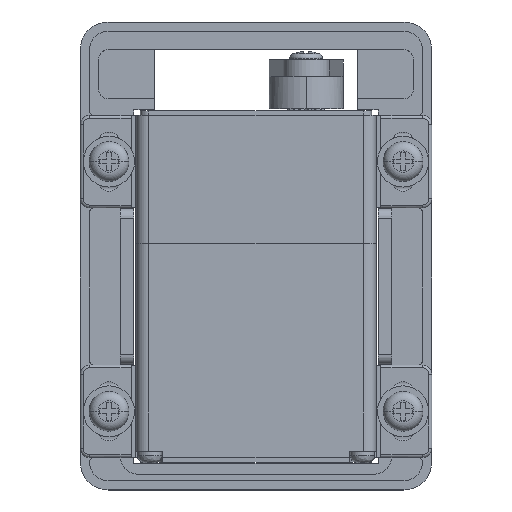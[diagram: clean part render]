
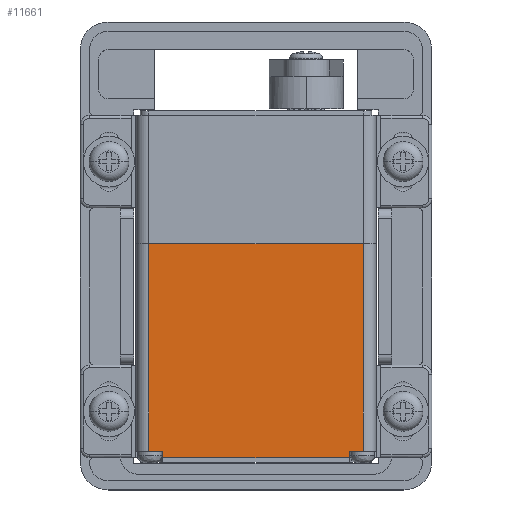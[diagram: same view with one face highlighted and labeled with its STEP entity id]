
A CAD part, top view. The second image highlights one B-rep face of the part: STEP entity #11661.
In plain terms, the highlighted planar face has unit normal (0, 0, 1).
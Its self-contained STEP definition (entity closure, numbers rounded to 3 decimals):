
#6482=DIRECTION('',(0.,1.,0.));
#6483=VECTOR('',#6482,22.4);
#6484=CARTESIAN_POINT('',(-11.6,1.2,4.));
#6485=LINE('',#6484,#6483);
#6489=DIRECTION('',(-1.,0.,0.));
#6490=VECTOR('',#6489,1.5);
#6491=CARTESIAN_POINT('',(11.6,1.2,4.));
#6492=LINE('',#6491,#6490);
#6496=DIRECTION('',(0.,1.,0.));
#6497=VECTOR('',#6496,0.7);
#6498=CARTESIAN_POINT('',(10.1,0.5,4.));
#6499=LINE('',#6498,#6497);
#6503=DIRECTION('',(1.,0.,0.));
#6504=VECTOR('',#6503,20.2);
#6505=CARTESIAN_POINT('',(-10.1,0.5,4.));
#6506=LINE('',#6505,#6504);
#6510=DIRECTION('',(0.,1.,0.));
#6511=VECTOR('',#6510,0.7);
#6512=CARTESIAN_POINT('',(-10.1,0.5,4.));
#6513=LINE('',#6512,#6511);
#6517=DIRECTION('',(1.,0.,0.));
#6518=VECTOR('',#6517,1.5);
#6519=CARTESIAN_POINT('',(-11.6,1.2,4.));
#6520=LINE('',#6519,#6518);
#6723=DIRECTION('',(0.,1.,0.));
#6724=VECTOR('',#6723,22.4);
#6725=CARTESIAN_POINT('',(11.6,1.2,4.));
#6726=LINE('',#6725,#6724);
#6776=DIRECTION('',(1.,0.,0.));
#6777=VECTOR('',#6776,23.2);
#6778=CARTESIAN_POINT('',(-11.6,23.6,4.));
#6779=LINE('',#6778,#6777);
#10434=CARTESIAN_POINT('',(-10.1,1.2,4.));
#10435=VERTEX_POINT('',#10434);
#10450=CARTESIAN_POINT('',(-11.6,1.2,4.));
#10451=VERTEX_POINT('',#10450);
#10452=CARTESIAN_POINT('',(-10.1,0.5,4.));
#10453=VERTEX_POINT('',#10452);
#10474=CARTESIAN_POINT('',(10.1,1.2,4.));
#10475=VERTEX_POINT('',#10474);
#10502=CARTESIAN_POINT('',(11.6,1.2,4.));
#10503=VERTEX_POINT('',#10502);
#10504=CARTESIAN_POINT('',(10.1,0.5,4.));
#10505=VERTEX_POINT('',#10504);
#11161=CARTESIAN_POINT('',(-11.6,23.6,4.));
#11162=VERTEX_POINT('',#11161);
#11163=CARTESIAN_POINT('',(11.6,23.6,4.));
#11164=VERTEX_POINT('',#11163);
#11642=CARTESIAN_POINT('',(-13.,0.,4.));
#11643=DIRECTION('',(0.,0.,1.));
#11644=DIRECTION('',(1.,0.,0.));
#11645=AXIS2_PLACEMENT_3D('',#11642,#11643,#11644);
#11646=PLANE('',#11645);
#11648=ORIENTED_EDGE('',*,*,#11647,.T.);
#11650=ORIENTED_EDGE('',*,*,#11649,.T.);
#11652=ORIENTED_EDGE('',*,*,#11651,.F.);
#11653=ORIENTED_EDGE('',*,*,#11592,.T.);
#11654=ORIENTED_EDGE('',*,*,#11541,.F.);
#11656=ORIENTED_EDGE('',*,*,#11655,.F.);
#11657=ORIENTED_EDGE('',*,*,#11630,.T.);
#11658=ORIENTED_EDGE('',*,*,#11561,.F.);
#11659=EDGE_LOOP('',(#11648,#11650,#11652,#11653,#11654,#11656,#11657,#11658));
#11660=FACE_OUTER_BOUND('',#11659,.F.);
#11661=ADVANCED_FACE('',(#11660),#11646,.T.);
#11541=EDGE_CURVE('',#10505,#10475,#6499,.T.);
#11561=EDGE_CURVE('',#10451,#10435,#6520,.T.);
#11592=EDGE_CURVE('',#10503,#10475,#6492,.T.);
#11630=EDGE_CURVE('',#10453,#10435,#6513,.T.);
#11647=EDGE_CURVE('',#10451,#11162,#6485,.T.);
#11649=EDGE_CURVE('',#11162,#11164,#6779,.T.);
#11651=EDGE_CURVE('',#10503,#11164,#6726,.T.);
#11655=EDGE_CURVE('',#10453,#10505,#6506,.T.);
